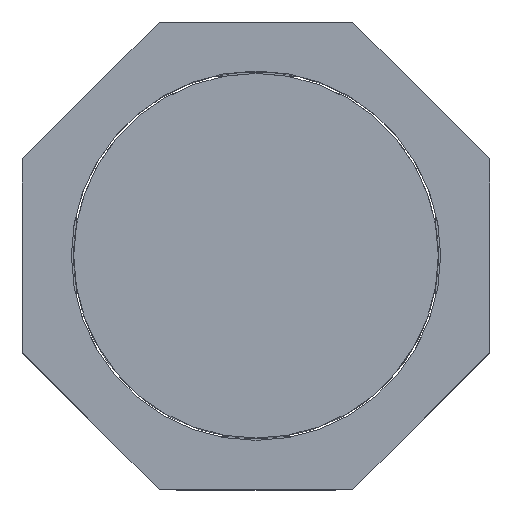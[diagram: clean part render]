
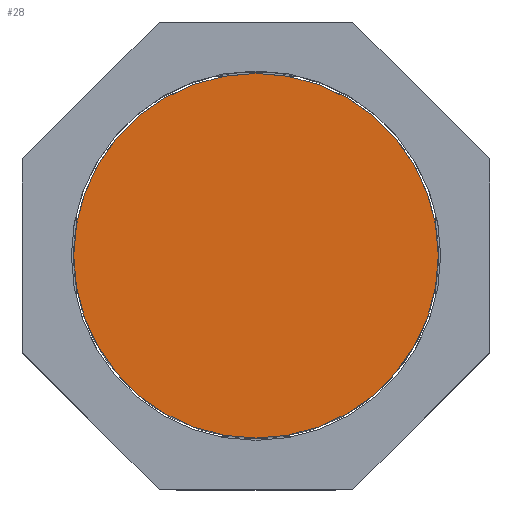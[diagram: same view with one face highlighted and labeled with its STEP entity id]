
A CAD part, top view. The second image highlights one B-rep face of the part: STEP entity #28.
In plain terms, the highlighted planar face has unit normal (0, 0, 1).
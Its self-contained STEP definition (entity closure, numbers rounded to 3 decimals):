
#28 = ADVANCED_FACE('',(#29),#44,.T.);
#29 = FACE_BOUND('',#30,.F.);
#30 = EDGE_LOOP('',(#31,#89));
#31 = ORIENTED_EDGE('',*,*,#32,.F.);
#32 = EDGE_CURVE('',#33,#35,#37,.T.);
#33 = VERTEX_POINT('',#34);
#34 = CARTESIAN_POINT('',(3.9,0.,6.5));
#35 = VERTEX_POINT('',#36);
#36 = CARTESIAN_POINT('',(-3.9,0.,6.5));
#37 = SURFACE_CURVE('',#38,(#43,#55),.PCURVE_S1.);
#38 = CIRCLE('',#39,3.9);
#39 = AXIS2_PLACEMENT_3D('',#40,#41,#42);
#40 = CARTESIAN_POINT('',(0.,0.,6.5));
#41 = DIRECTION('',(0.,0.,1.));
#42 = DIRECTION('',(1.,0.,0.));
#43 = PCURVE('',#44,#49);
#44 = PLANE('',#45);
#45 = AXIS2_PLACEMENT_3D('',#46,#47,#48);
#46 = CARTESIAN_POINT('',(0.,0.,6.5));
#47 = DIRECTION('',(0.,0.,1.));
#48 = DIRECTION('',(1.,0.,0.));
#49 = DEFINITIONAL_REPRESENTATION('',(#50),#54);
#50 = CIRCLE('',#51,3.9);
#51 = AXIS2_PLACEMENT_2D('',#52,#53);
#52 = CARTESIAN_POINT('',(0.,0.));
#53 = DIRECTION('',(1.,0.));
#54 = ( GEOMETRIC_REPRESENTATION_CONTEXT(2) 
PARAMETRIC_REPRESENTATION_CONTEXT() REPRESENTATION_CONTEXT('2D SPACE',''
  ) );
#55 = PCURVE('',#56,#61);
#56 = CYLINDRICAL_SURFACE('',#57,3.9);
#57 = AXIS2_PLACEMENT_3D('',#58,#59,#60);
#58 = CARTESIAN_POINT('',(0.,0.,0.2));
#59 = DIRECTION('',(0.,0.,1.));
#60 = DIRECTION('',(1.,0.,0.));
#61 = DEFINITIONAL_REPRESENTATION('',(#62),#88);
#62 = B_SPLINE_CURVE_WITH_KNOTS('',3,(#63,#64,#65,#66,#67,#68,#69,#70,
    #71,#72,#73,#74,#75,#76,#77,#78,#79,#80,#81,#82,#83,#84,#85,#86,#87)
  ,.UNSPECIFIED.,.F.,.F.,(4,1,1,1,1,1,1,1,1,1,1,1,1,1,1,1,1,1,1,1,1,1,4)
  ,(0.,0.143,0.286,0.428,0.571,
    0.714,0.857,1.,1.142,
    1.285,1.428,1.571,1.714,
    1.856,1.999,2.142,2.285,
    2.428,2.57,2.713,2.856,
    2.999,3.142),.QUASI_UNIFORM_KNOTS.);
#63 = CARTESIAN_POINT('',(0.,6.3));
#64 = CARTESIAN_POINT('',(0.048,6.3));
#65 = CARTESIAN_POINT('',(0.143,6.3));
#66 = CARTESIAN_POINT('',(0.286,6.3));
#67 = CARTESIAN_POINT('',(0.428,6.3));
#68 = CARTESIAN_POINT('',(0.571,6.3));
#69 = CARTESIAN_POINT('',(0.714,6.3));
#70 = CARTESIAN_POINT('',(0.857,6.3));
#71 = CARTESIAN_POINT('',(1.,6.3));
#72 = CARTESIAN_POINT('',(1.142,6.3));
#73 = CARTESIAN_POINT('',(1.285,6.3));
#74 = CARTESIAN_POINT('',(1.428,6.3));
#75 = CARTESIAN_POINT('',(1.571,6.3));
#76 = CARTESIAN_POINT('',(1.714,6.3));
#77 = CARTESIAN_POINT('',(1.856,6.3));
#78 = CARTESIAN_POINT('',(1.999,6.3));
#79 = CARTESIAN_POINT('',(2.142,6.3));
#80 = CARTESIAN_POINT('',(2.285,6.3));
#81 = CARTESIAN_POINT('',(2.428,6.3));
#82 = CARTESIAN_POINT('',(2.57,6.3));
#83 = CARTESIAN_POINT('',(2.713,6.3));
#84 = CARTESIAN_POINT('',(2.856,6.3));
#85 = CARTESIAN_POINT('',(2.999,6.3));
#86 = CARTESIAN_POINT('',(3.094,6.3));
#87 = CARTESIAN_POINT('',(3.142,6.3));
#88 = ( GEOMETRIC_REPRESENTATION_CONTEXT(2) 
PARAMETRIC_REPRESENTATION_CONTEXT() REPRESENTATION_CONTEXT('2D SPACE',''
  ) );
#89 = ORIENTED_EDGE('',*,*,#90,.F.);
#90 = EDGE_CURVE('',#35,#33,#91,.T.);
#91 = SURFACE_CURVE('',#92,(#97,#104),.PCURVE_S1.);
#92 = CIRCLE('',#93,3.9);
#93 = AXIS2_PLACEMENT_3D('',#94,#95,#96);
#94 = CARTESIAN_POINT('',(0.,0.,6.5));
#95 = DIRECTION('',(0.,0.,1.));
#96 = DIRECTION('',(-1.,0.,0.));
#97 = PCURVE('',#44,#98);
#98 = DEFINITIONAL_REPRESENTATION('',(#99),#103);
#99 = CIRCLE('',#100,3.9);
#100 = AXIS2_PLACEMENT_2D('',#101,#102);
#101 = CARTESIAN_POINT('',(0.,0.));
#102 = DIRECTION('',(-1.,0.));
#103 = ( GEOMETRIC_REPRESENTATION_CONTEXT(2) 
PARAMETRIC_REPRESENTATION_CONTEXT() REPRESENTATION_CONTEXT('2D SPACE',''
  ) );
#104 = PCURVE('',#105,#110);
#105 = CYLINDRICAL_SURFACE('',#106,3.9);
#106 = AXIS2_PLACEMENT_3D('',#107,#108,#109);
#107 = CARTESIAN_POINT('',(0.,0.,0.2));
#108 = DIRECTION('',(0.,0.,1.));
#109 = DIRECTION('',(1.,0.,0.));
#110 = DEFINITIONAL_REPRESENTATION('',(#111),#137);
#111 = B_SPLINE_CURVE_WITH_KNOTS('',3,(#112,#113,#114,#115,#116,#117,
    #118,#119,#120,#121,#122,#123,#124,#125,#126,#127,#128,#129,#130,
    #131,#132,#133,#134,#135,#136),.UNSPECIFIED.,.F.,.F.,(4,1,1,1,1,1,1,
    1,1,1,1,1,1,1,1,1,1,1,1,1,1,1,4),(0.,0.143,
    0.286,0.428,0.571,0.714,
    0.857,1.,1.142,1.285,
    1.428,1.571,1.714,1.856,
    1.999,2.142,2.285,2.428,
    2.57,2.713,2.856,2.999,
    3.142),.QUASI_UNIFORM_KNOTS.);
#112 = CARTESIAN_POINT('',(3.142,6.3));
#113 = CARTESIAN_POINT('',(3.189,6.3));
#114 = CARTESIAN_POINT('',(3.284,6.3));
#115 = CARTESIAN_POINT('',(3.427,6.3));
#116 = CARTESIAN_POINT('',(3.57,6.3));
#117 = CARTESIAN_POINT('',(3.713,6.3));
#118 = CARTESIAN_POINT('',(3.856,6.3));
#119 = CARTESIAN_POINT('',(3.998,6.3));
#120 = CARTESIAN_POINT('',(4.141,6.3));
#121 = CARTESIAN_POINT('',(4.284,6.3));
#122 = CARTESIAN_POINT('',(4.427,6.3));
#123 = CARTESIAN_POINT('',(4.57,6.3));
#124 = CARTESIAN_POINT('',(4.712,6.3));
#125 = CARTESIAN_POINT('',(4.855,6.3));
#126 = CARTESIAN_POINT('',(4.998,6.3));
#127 = CARTESIAN_POINT('',(5.141,6.3));
#128 = CARTESIAN_POINT('',(5.284,6.3));
#129 = CARTESIAN_POINT('',(5.426,6.3));
#130 = CARTESIAN_POINT('',(5.569,6.3));
#131 = CARTESIAN_POINT('',(5.712,6.3));
#132 = CARTESIAN_POINT('',(5.855,6.3));
#133 = CARTESIAN_POINT('',(5.998,6.3));
#134 = CARTESIAN_POINT('',(6.14,6.3));
#135 = CARTESIAN_POINT('',(6.236,6.3));
#136 = CARTESIAN_POINT('',(6.283,6.3));
#137 = ( GEOMETRIC_REPRESENTATION_CONTEXT(2) 
PARAMETRIC_REPRESENTATION_CONTEXT() REPRESENTATION_CONTEXT('2D SPACE',''
  ) );
